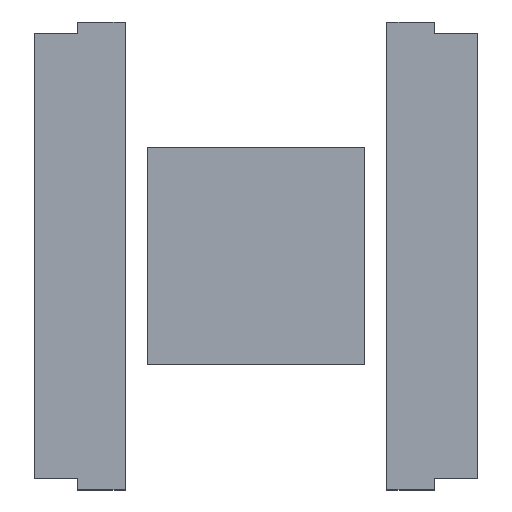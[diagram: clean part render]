
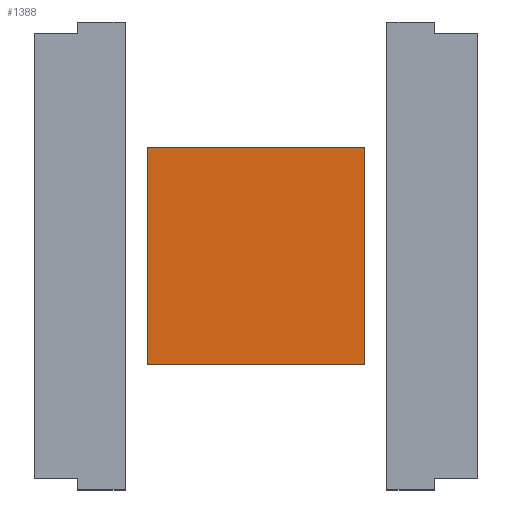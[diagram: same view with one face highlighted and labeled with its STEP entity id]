
A CAD part, top view. The second image highlights one B-rep face of the part: STEP entity #1388.
In plain terms, the highlighted planar face has unit normal (0, 0, 1).
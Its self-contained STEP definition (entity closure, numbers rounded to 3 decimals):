
#1388 = ADVANCED_FACE('',(#1389),#1403,.T.);
#1389 = FACE_BOUND('',#1390,.T.);
#1390 = EDGE_LOOP('',(#1391,#1426,#1454,#1482));
#1391 = ORIENTED_EDGE('',*,*,#1392,.T.);
#1392 = EDGE_CURVE('',#1393,#1395,#1397,.T.);
#1393 = VERTEX_POINT('',#1394);
#1394 = CARTESIAN_POINT('',(7.8,-7.8,1.1));
#1395 = VERTEX_POINT('',#1396);
#1396 = CARTESIAN_POINT('',(7.8,7.8,1.1));
#1397 = SURFACE_CURVE('',#1398,(#1402,#1414),.PCURVE_S1.);
#1398 = LINE('',#1399,#1400);
#1399 = CARTESIAN_POINT('',(7.8,-7.8,1.1));
#1400 = VECTOR('',#1401,1.);
#1401 = DIRECTION('',(0.,1.,0.));
#1402 = PCURVE('',#1403,#1408);
#1403 = PLANE('',#1404);
#1404 = AXIS2_PLACEMENT_3D('',#1405,#1406,#1407);
#1405 = CARTESIAN_POINT('',(-12.8,16.8,1.1));
#1406 = DIRECTION('',(0.,0.,1.));
#1407 = DIRECTION('',(0.,-1.,0.));
#1408 = DEFINITIONAL_REPRESENTATION('',(#1409),#1413);
#1409 = LINE('',#1410,#1411);
#1410 = CARTESIAN_POINT('',(24.6,20.6));
#1411 = VECTOR('',#1412,1.);
#1412 = DIRECTION('',(-1.,0.));
#1413 = ( GEOMETRIC_REPRESENTATION_CONTEXT(2) 
PARAMETRIC_REPRESENTATION_CONTEXT() REPRESENTATION_CONTEXT('2D SPACE',''
  ) );
#1414 = PCURVE('',#1415,#1420);
#1415 = PLANE('',#1416);
#1416 = AXIS2_PLACEMENT_3D('',#1417,#1418,#1419);
#1417 = CARTESIAN_POINT('',(7.8,-7.8,-2.9));
#1418 = DIRECTION('',(-1.,0.,0.));
#1419 = DIRECTION('',(0.,0.,1.));
#1420 = DEFINITIONAL_REPRESENTATION('',(#1421),#1425);
#1421 = LINE('',#1422,#1423);
#1422 = CARTESIAN_POINT('',(4.,0.));
#1423 = VECTOR('',#1424,1.);
#1424 = DIRECTION('',(0.,1.));
#1425 = ( GEOMETRIC_REPRESENTATION_CONTEXT(2) 
PARAMETRIC_REPRESENTATION_CONTEXT() REPRESENTATION_CONTEXT('2D SPACE',''
  ) );
#1426 = ORIENTED_EDGE('',*,*,#1427,.F.);
#1427 = EDGE_CURVE('',#1428,#1395,#1430,.T.);
#1428 = VERTEX_POINT('',#1429);
#1429 = CARTESIAN_POINT('',(-7.8,7.8,1.1));
#1430 = SURFACE_CURVE('',#1431,(#1435,#1442),.PCURVE_S1.);
#1431 = LINE('',#1432,#1433);
#1432 = CARTESIAN_POINT('',(-10.3,7.8,1.1));
#1433 = VECTOR('',#1434,1.);
#1434 = DIRECTION('',(1.,0.,-0.));
#1435 = PCURVE('',#1403,#1436);
#1436 = DEFINITIONAL_REPRESENTATION('',(#1437),#1441);
#1437 = LINE('',#1438,#1439);
#1438 = CARTESIAN_POINT('',(9.,2.5));
#1439 = VECTOR('',#1440,1.);
#1440 = DIRECTION('',(0.,1.));
#1441 = ( GEOMETRIC_REPRESENTATION_CONTEXT(2) 
PARAMETRIC_REPRESENTATION_CONTEXT() REPRESENTATION_CONTEXT('2D SPACE',''
  ) );
#1442 = PCURVE('',#1443,#1448);
#1443 = PLANE('',#1444);
#1444 = AXIS2_PLACEMENT_3D('',#1445,#1446,#1447);
#1445 = CARTESIAN_POINT('',(-7.8,7.8,-2.9));
#1446 = DIRECTION('',(0.,-1.,0.));
#1447 = DIRECTION('',(0.,0.,1.));
#1448 = DEFINITIONAL_REPRESENTATION('',(#1449),#1453);
#1449 = LINE('',#1450,#1451);
#1450 = CARTESIAN_POINT('',(4.,2.5));
#1451 = VECTOR('',#1452,1.);
#1452 = DIRECTION('',(0.,-1.));
#1453 = ( GEOMETRIC_REPRESENTATION_CONTEXT(2) 
PARAMETRIC_REPRESENTATION_CONTEXT() REPRESENTATION_CONTEXT('2D SPACE',''
  ) );
#1454 = ORIENTED_EDGE('',*,*,#1455,.T.);
#1455 = EDGE_CURVE('',#1428,#1456,#1458,.T.);
#1456 = VERTEX_POINT('',#1457);
#1457 = CARTESIAN_POINT('',(-7.8,-7.8,1.1));
#1458 = SURFACE_CURVE('',#1459,(#1463,#1470),.PCURVE_S1.);
#1459 = LINE('',#1460,#1461);
#1460 = CARTESIAN_POINT('',(-7.8,7.8,1.1));
#1461 = VECTOR('',#1462,1.);
#1462 = DIRECTION('',(0.,-1.,0.));
#1463 = PCURVE('',#1403,#1464);
#1464 = DEFINITIONAL_REPRESENTATION('',(#1465),#1469);
#1465 = LINE('',#1466,#1467);
#1466 = CARTESIAN_POINT('',(9.,5.));
#1467 = VECTOR('',#1468,1.);
#1468 = DIRECTION('',(1.,0.));
#1469 = ( GEOMETRIC_REPRESENTATION_CONTEXT(2) 
PARAMETRIC_REPRESENTATION_CONTEXT() REPRESENTATION_CONTEXT('2D SPACE',''
  ) );
#1470 = PCURVE('',#1471,#1476);
#1471 = PLANE('',#1472);
#1472 = AXIS2_PLACEMENT_3D('',#1473,#1474,#1475);
#1473 = CARTESIAN_POINT('',(-7.8,-7.8,-2.9));
#1474 = DIRECTION('',(-1.,0.,0.));
#1475 = DIRECTION('',(0.,0.,1.));
#1476 = DEFINITIONAL_REPRESENTATION('',(#1477),#1481);
#1477 = LINE('',#1478,#1479);
#1478 = CARTESIAN_POINT('',(4.,15.6));
#1479 = VECTOR('',#1480,1.);
#1480 = DIRECTION('',(0.,-1.));
#1481 = ( GEOMETRIC_REPRESENTATION_CONTEXT(2) 
PARAMETRIC_REPRESENTATION_CONTEXT() REPRESENTATION_CONTEXT('2D SPACE',''
  ) );
#1482 = ORIENTED_EDGE('',*,*,#1483,.F.);
#1483 = EDGE_CURVE('',#1393,#1456,#1484,.T.);
#1484 = SURFACE_CURVE('',#1485,(#1489,#1496),.PCURVE_S1.);
#1485 = LINE('',#1486,#1487);
#1486 = CARTESIAN_POINT('',(-4.05,-7.8,1.1));
#1487 = VECTOR('',#1488,1.);
#1488 = DIRECTION('',(-1.,0.,0.));
#1489 = PCURVE('',#1403,#1490);
#1490 = DEFINITIONAL_REPRESENTATION('',(#1491),#1495);
#1491 = LINE('',#1492,#1493);
#1492 = CARTESIAN_POINT('',(24.6,8.75));
#1493 = VECTOR('',#1494,1.);
#1494 = DIRECTION('',(0.,-1.));
#1495 = ( GEOMETRIC_REPRESENTATION_CONTEXT(2) 
PARAMETRIC_REPRESENTATION_CONTEXT() REPRESENTATION_CONTEXT('2D SPACE',''
  ) );
#1496 = PCURVE('',#1497,#1502);
#1497 = PLANE('',#1498);
#1498 = AXIS2_PLACEMENT_3D('',#1499,#1500,#1501);
#1499 = CARTESIAN_POINT('',(7.8,-7.8,-2.9));
#1500 = DIRECTION('',(0.,1.,0.));
#1501 = DIRECTION('',(0.,0.,1.));
#1502 = DEFINITIONAL_REPRESENTATION('',(#1503),#1507);
#1503 = LINE('',#1504,#1505);
#1504 = CARTESIAN_POINT('',(4.,-11.85));
#1505 = VECTOR('',#1506,1.);
#1506 = DIRECTION('',(0.,-1.));
#1507 = ( GEOMETRIC_REPRESENTATION_CONTEXT(2) 
PARAMETRIC_REPRESENTATION_CONTEXT() REPRESENTATION_CONTEXT('2D SPACE',''
  ) );
